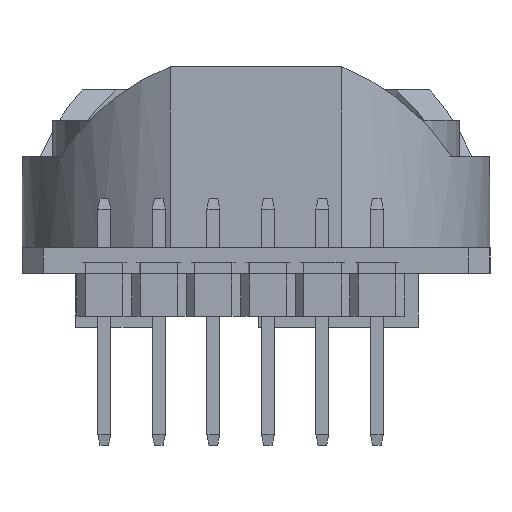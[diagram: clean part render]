
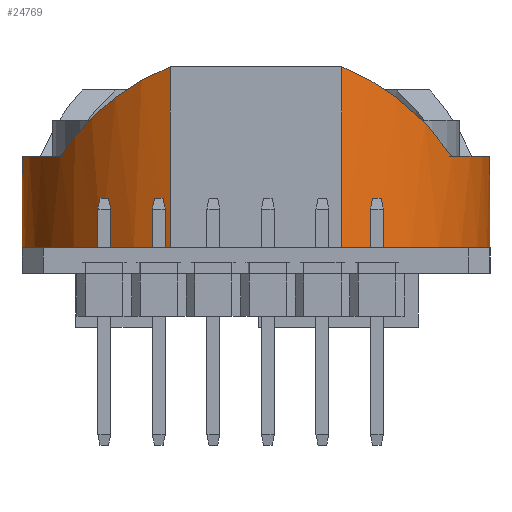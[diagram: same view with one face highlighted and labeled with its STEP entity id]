
A CAD part, left-side view. The second image highlights one B-rep face of the part: STEP entity #24769.
In plain terms, the highlighted cylindrical face has radius 10.9 mm (diameter 21.8 mm), a partial arc.
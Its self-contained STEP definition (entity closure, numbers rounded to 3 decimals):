
#28=ELLIPSE('',#25741,15.415,10.9);
#30=ELLIPSE('',#25747,15.415,10.9);
#31=ELLIPSE('',#25748,15.415,10.9);
#34=ELLIPSE('',#25755,15.415,10.9);
#73=CYLINDRICAL_SURFACE('',#25759,10.9);
#122=CIRCLE('',#25744,10.9);
#124=CIRCLE('',#25752,10.9);
#126=CIRCLE('',#25758,10.9);
#127=CIRCLE('',#25760,10.9);
#2261=FACE_OUTER_BOUND('',#3706,.T.);
#3706=EDGE_LOOP('',(#21396,#21397,#21398,#21399,#21400,#21401,#21402,#21403,
#21404,#21405));
#5781=LINE('',#41806,#8192);
#5782=LINE('',#41809,#8193);
#8192=VECTOR('',#28868,8.43);
#8193=VECTOR('',#28871,8.43);
#11831=VERTEX_POINT('',#41766);
#11832=VERTEX_POINT('',#41768);
#11834=VERTEX_POINT('',#41774);
#11837=VERTEX_POINT('',#41781);
#11838=VERTEX_POINT('',#41783);
#11839=VERTEX_POINT('',#41785);
#11841=VERTEX_POINT('',#41792);
#11843=VERTEX_POINT('',#41798);
#11844=VERTEX_POINT('',#41805);
#11845=VERTEX_POINT('',#41807);
#15098=EDGE_CURVE('',#11832,#11831,#28,.T.);
#15102=EDGE_CURVE('',#11831,#11834,#122,.T.);
#15105=EDGE_CURVE('',#11838,#11837,#30,.T.);
#15107=EDGE_CURVE('',#11834,#11839,#31,.T.);
#15110=EDGE_CURVE('',#11841,#11832,#124,.T.);
#15113=EDGE_CURVE('',#11843,#11841,#34,.T.);
#15116=EDGE_CURVE('',#11837,#11843,#126,.T.);
#15117=EDGE_CURVE('',#11844,#11839,#5781,.T.);
#15118=EDGE_CURVE('',#11845,#11844,#127,.T.);
#15119=EDGE_CURVE('',#11845,#11838,#5782,.T.);
#21396=ORIENTED_EDGE('',*,*,#15105,.T.);
#21397=ORIENTED_EDGE('',*,*,#15116,.T.);
#21398=ORIENTED_EDGE('',*,*,#15113,.T.);
#21399=ORIENTED_EDGE('',*,*,#15110,.T.);
#21400=ORIENTED_EDGE('',*,*,#15098,.T.);
#21401=ORIENTED_EDGE('',*,*,#15102,.T.);
#21402=ORIENTED_EDGE('',*,*,#15107,.T.);
#21403=ORIENTED_EDGE('',*,*,#15117,.F.);
#21404=ORIENTED_EDGE('',*,*,#15118,.F.);
#21405=ORIENTED_EDGE('',*,*,#15119,.T.);
#24769=ADVANCED_FACE('',(#2261),#73,.T.);
#25741=AXIS2_PLACEMENT_3D('',#41769,#28824,#28825);
#25744=AXIS2_PLACEMENT_3D('',#41776,#28832,#28833);
#25747=AXIS2_PLACEMENT_3D('',#41784,#28839,#28840);
#25748=AXIS2_PLACEMENT_3D('',#41787,#28842,#28843);
#25752=AXIS2_PLACEMENT_3D('',#41793,#28850,#28851);
#25755=AXIS2_PLACEMENT_3D('',#41799,#28857,#28858);
#25758=AXIS2_PLACEMENT_3D('',#41803,#28864,#28865);
#25759=AXIS2_PLACEMENT_3D('',#41804,#28866,#28867);
#25760=AXIS2_PLACEMENT_3D('',#41808,#28869,#28870);
#28824=DIRECTION('center_axis',(-0.707,0.,-0.707));
#28825=DIRECTION('ref_axis',(-0.707,0.,0.707));
#28832=DIRECTION('center_axis',(0.,0.,-1.));
#28833=DIRECTION('ref_axis',(-0.93,-0.367,0.));
#28839=DIRECTION('center_axis',(0.707,0.,-0.707));
#28840=DIRECTION('ref_axis',(-0.707,0.,-0.707));
#28842=DIRECTION('center_axis',(0.707,0.,-0.707));
#28843=DIRECTION('ref_axis',(-0.707,0.,-0.707));
#28850=DIRECTION('center_axis',(0.,0.,-1.));
#28851=DIRECTION('ref_axis',(-0.93,-0.367,0.));
#28857=DIRECTION('center_axis',(-0.707,0.,-0.707));
#28858=DIRECTION('ref_axis',(-0.707,0.,0.707));
#28864=DIRECTION('center_axis',(0.,0.,-1.));
#28865=DIRECTION('ref_axis',(-0.93,-0.367,0.));
#28866=DIRECTION('center_axis',(0.,0.,1.));
#28867=DIRECTION('ref_axis',(-0.93,-0.367,0.));
#28868=DIRECTION('',(0.,0.,1.));
#28869=DIRECTION('center_axis',(0.,0.,-1.));
#28870=DIRECTION('ref_axis',(-0.93,-0.367,0.));
#28871=DIRECTION('',(0.,0.,1.));
#41766=CARTESIAN_POINT('',(-5.303,10.059,4.257));
#41768=CARTESIAN_POINT('',(-8.396,8.103,7.35));
#41769=CARTESIAN_POINT('Origin',(-1.105,0.,0.06));
#41774=CARTESIAN_POINT('',(4.862,9.122,4.257));
#41776=CARTESIAN_POINT('Origin',(-1.105,0.,4.257));
#41781=CARTESIAN_POINT('',(4.862,-9.122,4.257));
#41783=CARTESIAN_POINT('',(9.034,-4.,8.43));
#41784=CARTESIAN_POINT('Origin',(-1.105,0.,-1.71));
#41785=CARTESIAN_POINT('',(9.034,4.,8.43));
#41787=CARTESIAN_POINT('Origin',(-1.105,0.,-1.71));
#41792=CARTESIAN_POINT('',(-8.396,-8.103,7.35));
#41793=CARTESIAN_POINT('Origin',(-1.105,0.,7.35));
#41798=CARTESIAN_POINT('',(-5.303,-10.059,4.257));
#41799=CARTESIAN_POINT('Origin',(-1.105,0.,0.06));
#41803=CARTESIAN_POINT('Origin',(-1.105,0.,4.257));
#41804=CARTESIAN_POINT('Origin',(-1.105,0.,0.));
#41805=CARTESIAN_POINT('',(9.034,4.,0.));
#41806=CARTESIAN_POINT('',(9.034,4.,0.));
#41807=CARTESIAN_POINT('',(9.034,-4.,0.));
#41808=CARTESIAN_POINT('Origin',(-1.105,0.,0.));
#41809=CARTESIAN_POINT('',(9.034,-4.,0.));
